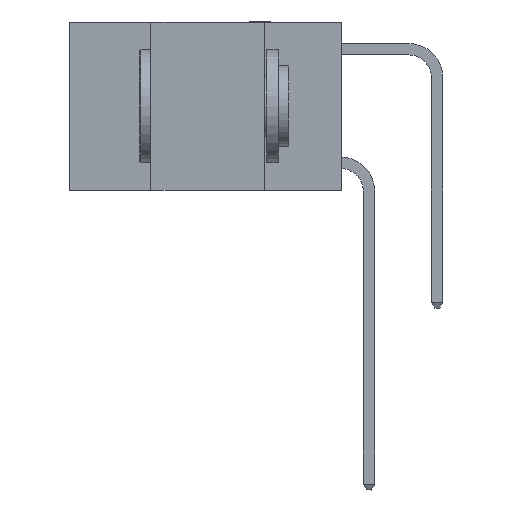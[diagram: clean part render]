
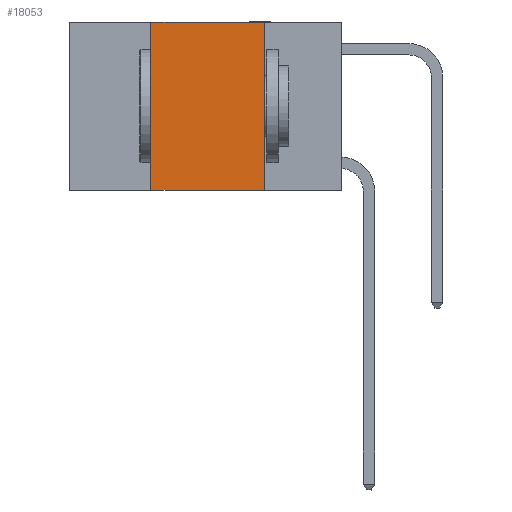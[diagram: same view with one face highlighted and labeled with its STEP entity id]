
A CAD part, left-side view. The second image highlights one B-rep face of the part: STEP entity #18053.
In plain terms, the highlighted planar face has unit normal (-1, 0, 0).
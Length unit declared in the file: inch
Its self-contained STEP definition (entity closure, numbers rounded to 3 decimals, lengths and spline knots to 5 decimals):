
#323 = EDGE_CURVE ( 'NONE', #16899, #7251, #15380, .T. ) ;
#1086 = VECTOR ( 'NONE', #17976, 39.37008 ) ;
#2177 = LINE ( 'NONE', #21763, #27559 ) ;
#3294 = DIRECTION ( 'NONE',  ( 0., 0., 1. ) ) ;
#6116 = CARTESIAN_POINT ( 'NONE',  ( 0., 0.42, 0. ) ) ;
#6622 = CARTESIAN_POINT ( 'NONE',  ( 0., 0.17, -0.37 ) ) ;
#7251 = VERTEX_POINT ( 'NONE', #6116 ) ;
#7491 = FACE_OUTER_BOUND ( 'NONE', #10227, .T. ) ;
#8247 = CARTESIAN_POINT ( 'NONE',  ( 0., 0.6, -0.37 ) ) ;
#8483 = CARTESIAN_POINT ( 'NONE',  ( 0., 0.17, 0. ) ) ;
#8560 = EDGE_CURVE ( 'NONE', #7251, #25658, #28902, .T. ) ;
#9861 = EDGE_CURVE ( 'NONE', #16899, #25321, #22743, .T. ) ;
#10227 = EDGE_LOOP ( 'NONE', ( #20292, #17362, #18860, #28709 ) ) ;
#10638 = EDGE_CURVE ( 'NONE', #25658, #25321, #2177, .T. ) ;
#12548 = AXIS2_PLACEMENT_3D ( 'NONE', #12974, #17211, #26899 ) ;
#12847 = CARTESIAN_POINT ( 'NONE',  ( 0., 0.42, 0. ) ) ;
#12974 = CARTESIAN_POINT ( 'NONE',  ( 0., 0.6, 0. ) ) ;
#13896 = DIRECTION ( 'NONE',  ( 0., -1., 0. ) ) ;
#15069 = CARTESIAN_POINT ( 'NONE',  ( 0., 0.42, -0.37 ) ) ;
#15380 = LINE ( 'NONE', #12847, #31388 ) ;
#16160 = CARTESIAN_POINT ( 'NONE',  ( 0., 0.6, 0. ) ) ;
#16899 = VERTEX_POINT ( 'NONE', #15069 ) ;
#17211 = DIRECTION ( 'NONE',  ( 1., 0., 0. ) ) ;
#17362 = ORIENTED_EDGE ( 'NONE', *, *, #8560, .F. ) ;
#17976 = DIRECTION ( 'NONE',  ( 0., -1., 0. ) ) ;
#18053 = ADVANCED_FACE ( 'NONE', ( #7491 ), #31422, .F. ) ;
#18860 = ORIENTED_EDGE ( 'NONE', *, *, #323, .F. ) ;
#20292 = ORIENTED_EDGE ( 'NONE', *, *, #10638, .F. ) ;
#21763 = CARTESIAN_POINT ( 'NONE',  ( 0., 0.17, 0. ) ) ;
#21918 = DIRECTION ( 'NONE',  ( 0., 0., -1. ) ) ;
#22743 = LINE ( 'NONE', #8247, #1086 ) ;
#25321 = VERTEX_POINT ( 'NONE', #6622 ) ;
#25658 = VERTEX_POINT ( 'NONE', #8483 ) ;
#26899 = DIRECTION ( 'NONE',  ( 0., 0., -1. ) ) ;
#27559 = VECTOR ( 'NONE', #21918, 39.37008 ) ;
#28709 = ORIENTED_EDGE ( 'NONE', *, *, #9861, .T. ) ;
#28902 = LINE ( 'NONE', #16160, #31080 ) ;
#31080 = VECTOR ( 'NONE', #13896, 39.37008 ) ;
#31388 = VECTOR ( 'NONE', #3294, 39.37008 ) ;
#31422 = PLANE ( 'NONE',  #12548 ) ;
